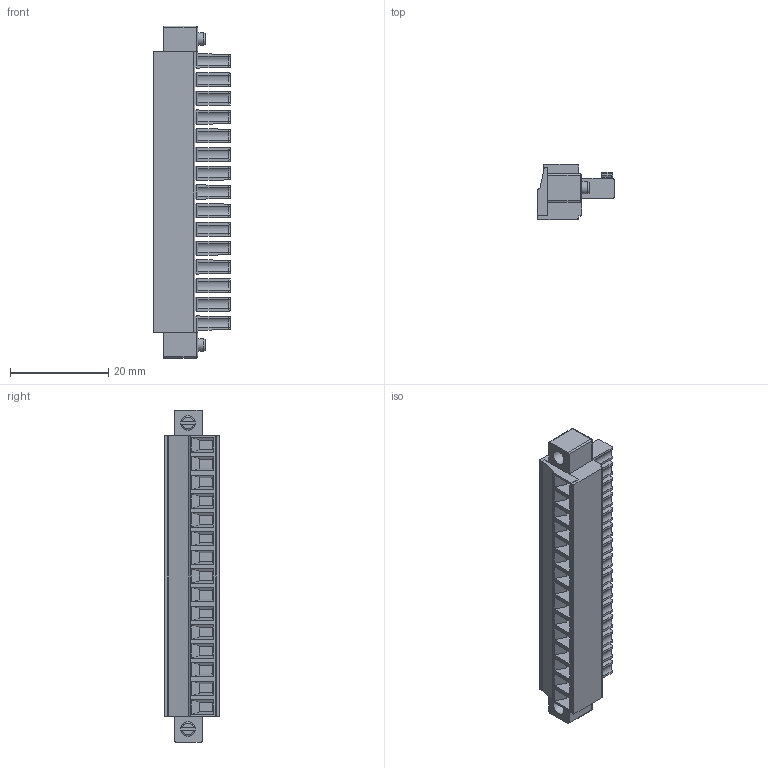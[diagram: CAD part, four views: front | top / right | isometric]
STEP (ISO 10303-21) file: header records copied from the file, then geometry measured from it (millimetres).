
FILE_DESCRIPTION(('STEP AP214'),'1');
FILE_NAME('SH15-3,81-K.stp','2018-11-19T10:13:39',(' '),(' '),'Spatial InterOp 3D',' ',' ');
FILE_SCHEMA(('AUTOMOTIVE_DESIGN { 1 0 10303 214 1 1 1 1 }'));
Length unit declared in the file: metre
Products named in the file (1): 1
Bounding box: 15.5 x 11.1 x 67.55 mm (x, y, z)
Volume: 5729.2 mm3; surface area: 6345.1 mm2
Topology: 1 solids, 1 shells, 1190 faces, 3139 edges, 1994 vertices
Faces by surface type: plane 789, cylinder 271, torus 49, cone 47, sphere 34
Full cylindrical faces by diameter (mm): 1.2 x15, 2.5 x2, 2.8 x15, 3 x17
Entity records: 45390 total; most frequent: CARTESIAN_POINT 7099, ORIENTED_EDGE 5916, DIRECTION 5852, EDGE_CURVE 2958, LINE 2182, VECTOR 2182, VERTEX_POINT 1943, AXIS2_PLACEMENT_3D 1835
